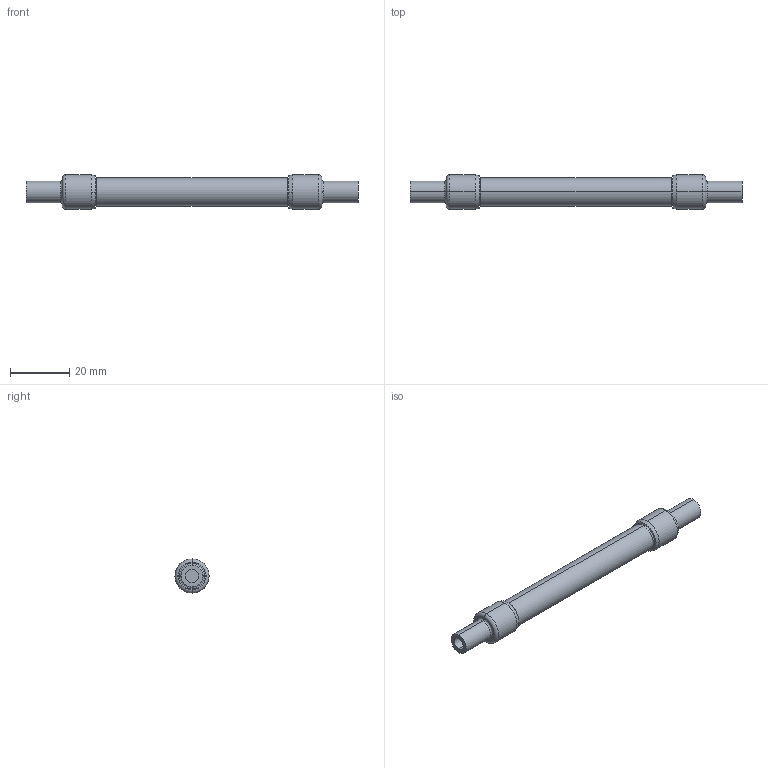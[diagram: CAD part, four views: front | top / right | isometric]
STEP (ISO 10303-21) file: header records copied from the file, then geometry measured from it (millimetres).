
FILE_DESCRIPTION (( 'STEP AP214' ), '1' );
FILE_NAME ('OUT-1203381.STEP', '2024-07-19T15:05:14', ( '' ), ( '' ), 'SwSTEP 2.0', 'SolidWorks 2021', '' );
FILE_SCHEMA (( 'AUTOMOTIVE_DESIGN' ));
Length unit declared in the file: inch
Products named in the file (5): 130326; OUT-1203381; 140124; 102218-02_CRIMPED; 250445_CRIMPED
Assembly tree (7 placements, depth 2):
  OUT-1203381
    130326
    140124  x2
    102218-02_CRIMPED  x2
    250445_CRIMPED  x2
Bounding box: 112.12 x 11.53 x 11.53 mm (x, y, z)
Volume: 4714.3 mm3; surface area: 8948.9 mm2
Topology: 7 solids, 7 shells, 214 faces, 476 edges, 280 vertices
Faces by surface type: cylinder 70, plane 52, cone 48, torus 44
Entity records: 3908 total; most frequent: DIRECTION 732, CARTESIAN_POINT 656, ORIENTED_EDGE 576, AXIS2_PLACEMENT_3D 312, EDGE_CURVE 288, CIRCLE 170, VERTEX_POINT 168, EDGE_LOOP 144
